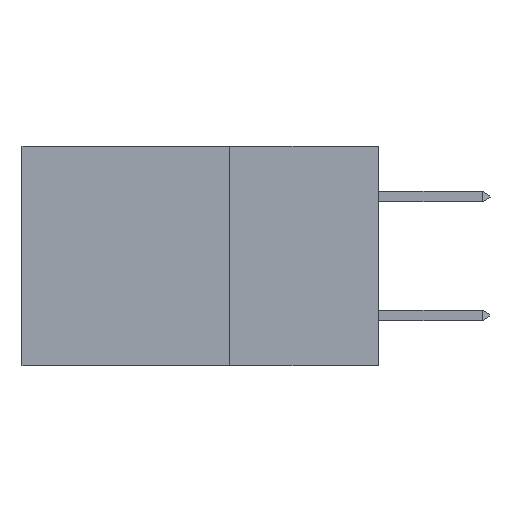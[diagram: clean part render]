
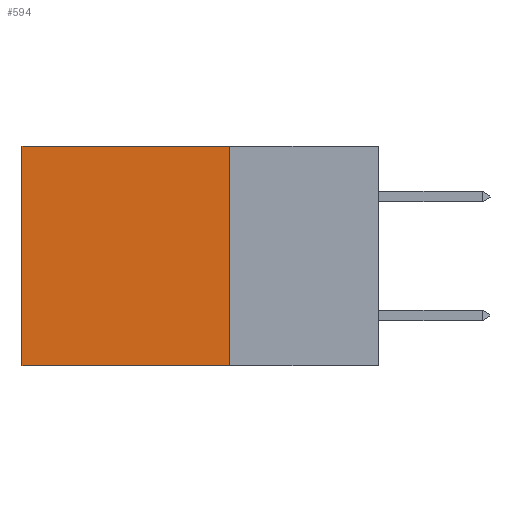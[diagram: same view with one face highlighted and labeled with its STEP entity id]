
A CAD part, left-side view. The second image highlights one B-rep face of the part: STEP entity #594.
In plain terms, the highlighted planar face has unit normal (-1, 0, 0).
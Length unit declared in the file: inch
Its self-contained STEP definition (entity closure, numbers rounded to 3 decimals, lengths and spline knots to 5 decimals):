
#594 = ADVANCED_FACE ( 'NONE', ( #3825 ), #6961, .F. ) ;
#795 = VERTEX_POINT ( 'NONE', #5747 ) ;
#1215 = VECTOR ( 'NONE', #7039, 39.37008 ) ;
#1717 = DIRECTION ( 'NONE',  ( 0., 0., -1. ) ) ;
#2538 = ORIENTED_EDGE ( 'NONE', *, *, #2615, .F. ) ;
#2615 = EDGE_CURVE ( 'NONE', #10095, #6820, #10203, .T. ) ;
#3379 = CARTESIAN_POINT ( 'NONE',  ( 0.298, 0.6, 0. ) ) ;
#3825 = FACE_OUTER_BOUND ( 'NONE', #10343, .T. ) ;
#4070 = DIRECTION ( 'NONE',  ( 0., 1., 0. ) ) ;
#4226 = AXIS2_PLACEMENT_3D ( 'NONE', #13799, #7005, #1717 ) ;
#5257 = EDGE_CURVE ( 'NONE', #6147, #795, #14393, .T. ) ;
#5747 = CARTESIAN_POINT ( 'NONE',  ( 0.298, 0.6, -0.37 ) ) ;
#6147 = VERTEX_POINT ( 'NONE', #11087 ) ;
#6467 = LINE ( 'NONE', #15108, #13976 ) ;
#6605 = VECTOR ( 'NONE', #4070, 39.37008 ) ;
#6627 = EDGE_CURVE ( 'NONE', #6820, #795, #6467, .T. ) ;
#6820 = VERTEX_POINT ( 'NONE', #11415 ) ;
#6889 = DIRECTION ( 'NONE',  ( 0., 1., 0. ) ) ;
#6961 = PLANE ( 'NONE',  #4226 ) ;
#7005 = DIRECTION ( 'NONE',  ( 1., 0., 0. ) ) ;
#7039 = DIRECTION ( 'NONE',  ( 0., 0., -1. ) ) ;
#8070 = EDGE_CURVE ( 'NONE', #10095, #6147, #13572, .T. ) ;
#8680 = CARTESIAN_POINT ( 'NONE',  ( 0.298, 0.25, 0. ) ) ;
#8766 = CARTESIAN_POINT ( 'NONE',  ( 0.298, 0.25, 0. ) ) ;
#9106 = ORIENTED_EDGE ( 'NONE', *, *, #6627, .F. ) ;
#9500 = CARTESIAN_POINT ( 'NONE',  ( 0.298, 0.25, 0. ) ) ;
#10095 = VERTEX_POINT ( 'NONE', #8766 ) ;
#10203 = LINE ( 'NONE', #9500, #1215 ) ;
#10343 = EDGE_LOOP ( 'NONE', ( #12792, #9106, #2538, #14174 ) ) ;
#10599 = DIRECTION ( 'NONE',  ( 0., 0., -1. ) ) ;
#11087 = CARTESIAN_POINT ( 'NONE',  ( 0.298, 0.6, 0. ) ) ;
#11415 = CARTESIAN_POINT ( 'NONE',  ( 0.298, 0.25, -0.37 ) ) ;
#12017 = VECTOR ( 'NONE', #10599, 39.37008 ) ;
#12792 = ORIENTED_EDGE ( 'NONE', *, *, #5257, .T. ) ;
#13572 = LINE ( 'NONE', #8680, #6605 ) ;
#13799 = CARTESIAN_POINT ( 'NONE',  ( 0.298, 0.25, 0. ) ) ;
#13976 = VECTOR ( 'NONE', #6889, 39.37008 ) ;
#14174 = ORIENTED_EDGE ( 'NONE', *, *, #8070, .T. ) ;
#14393 = LINE ( 'NONE', #3379, #12017 ) ;
#15108 = CARTESIAN_POINT ( 'NONE',  ( 0.298, 0.25, -0.37 ) ) ;
